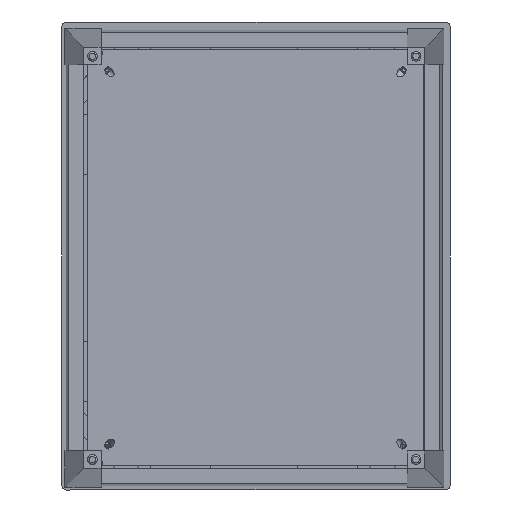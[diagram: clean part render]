
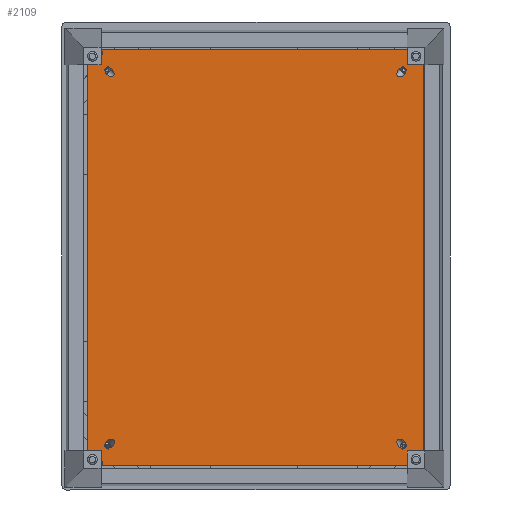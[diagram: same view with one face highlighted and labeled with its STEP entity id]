
A CAD part, front view. The second image highlights one B-rep face of the part: STEP entity #2109.
In plain terms, the highlighted planar face has unit normal (0, -1, 0).
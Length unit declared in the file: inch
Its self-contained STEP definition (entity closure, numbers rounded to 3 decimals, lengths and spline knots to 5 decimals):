
#133=ELLIPSE('',#2452,0.26517,0.1875);
#136=ELLIPSE('',#2460,0.26517,0.1875);
#139=ELLIPSE('',#2468,0.26517,0.1875);
#140=ELLIPSE('',#2475,0.26517,0.1875);
#231=FACE_BOUND('',#612,.T.);
#232=FACE_BOUND('',#613,.T.);
#233=FACE_BOUND('',#614,.T.);
#234=FACE_BOUND('',#615,.T.);
#285=CIRCLE('',#2489,0.1875);
#286=CIRCLE('',#2491,0.1875);
#287=CIRCLE('',#2496,0.1875);
#288=CIRCLE('',#2499,0.1875);
#289=CIRCLE('',#2504,0.1875);
#290=CIRCLE('',#2506,0.1875);
#291=CIRCLE('',#2511,0.1875);
#292=CIRCLE('',#2513,0.1875);
#438=FACE_OUTER_BOUND('',#611,.T.);
#611=EDGE_LOOP('',(#1766,#1767,#1768,#1769,#1770,#1771,#1772,#1773,#1774,
#1775,#1776,#1777,#1778,#1779,#1780,#1781,#1782,#1783,#1784,#1785,#1786,
#1787,#1788,#1789));
#612=EDGE_LOOP('',(#1790));
#613=EDGE_LOOP('',(#1791));
#614=EDGE_LOOP('',(#1792));
#615=EDGE_LOOP('',(#1793));
#721=LINE('',#3539,#887);
#726=LINE('',#3549,#892);
#731=LINE('',#3559,#897);
#748=LINE('',#3613,#914);
#752=LINE('',#3624,#918);
#754=LINE('',#3628,#920);
#756=LINE('',#3632,#922);
#760=LINE('',#3641,#926);
#762=LINE('',#3648,#928);
#764=LINE('',#3652,#930);
#766=LINE('',#3656,#932);
#769=LINE('',#3666,#935);
#771=LINE('',#3670,#937);
#773=LINE('',#3674,#939);
#776=LINE('',#3684,#942);
#778=LINE('',#3687,#944);
#887=VECTOR('',#2911,0.3937);
#892=VECTOR('',#2918,0.3937);
#897=VECTOR('',#2925,0.3937);
#914=VECTOR('',#2970,0.3937);
#918=VECTOR('',#2984,0.3937);
#920=VECTOR('',#2988,0.3937);
#922=VECTOR('',#2992,0.3937);
#926=VECTOR('',#3002,0.3937);
#928=VECTOR('',#3010,0.3937);
#930=VECTOR('',#3014,0.3937);
#932=VECTOR('',#3018,0.3937);
#935=VECTOR('',#3031,0.3937);
#937=VECTOR('',#3035,0.3937);
#939=VECTOR('',#3039,0.3937);
#942=VECTOR('',#3052,0.3937);
#944=VECTOR('',#3056,0.3937);
#1065=VERTEX_POINT('',#3502);
#1070=VERTEX_POINT('',#3515);
#1075=VERTEX_POINT('',#3528);
#1078=VERTEX_POINT('',#3536);
#1079=VERTEX_POINT('',#3538);
#1082=VERTEX_POINT('',#3546);
#1083=VERTEX_POINT('',#3548);
#1086=VERTEX_POINT('',#3556);
#1087=VERTEX_POINT('',#3558);
#1089=VERTEX_POINT('',#3564);
#1109=VERTEX_POINT('',#3611);
#1110=VERTEX_POINT('',#3612);
#1111=VERTEX_POINT('',#3619);
#1112=VERTEX_POINT('',#3623);
#1113=VERTEX_POINT('',#3627);
#1114=VERTEX_POINT('',#3631);
#1115=VERTEX_POINT('',#3635);
#1116=VERTEX_POINT('',#3639);
#1117=VERTEX_POINT('',#3643);
#1118=VERTEX_POINT('',#3647);
#1119=VERTEX_POINT('',#3651);
#1120=VERTEX_POINT('',#3655);
#1121=VERTEX_POINT('',#3661);
#1122=VERTEX_POINT('',#3665);
#1123=VERTEX_POINT('',#3669);
#1124=VERTEX_POINT('',#3673);
#1125=VERTEX_POINT('',#3679);
#1126=VERTEX_POINT('',#3683);
#1267=EDGE_CURVE('',#1065,#1065,#133,.T.);
#1272=EDGE_CURVE('',#1070,#1070,#136,.T.);
#1277=EDGE_CURVE('',#1075,#1075,#139,.T.);
#1281=EDGE_CURVE('',#1078,#1079,#721,.T.);
#1286=EDGE_CURVE('',#1082,#1083,#726,.T.);
#1291=EDGE_CURVE('',#1086,#1087,#731,.T.);
#1294=EDGE_CURVE('',#1089,#1089,#140,.T.);
#1318=EDGE_CURVE('',#1109,#1110,#748,.T.);
#1321=EDGE_CURVE('',#1087,#1109,#285,.T.);
#1322=EDGE_CURVE('',#1111,#1086,#286,.T.);
#1324=EDGE_CURVE('',#1112,#1111,#752,.T.);
#1326=EDGE_CURVE('',#1113,#1112,#754,.T.);
#1328=EDGE_CURVE('',#1114,#1113,#756,.T.);
#1330=EDGE_CURVE('',#1115,#1114,#287,.T.);
#1333=EDGE_CURVE('',#1116,#1115,#760,.T.);
#1334=EDGE_CURVE('',#1117,#1116,#288,.T.);
#1336=EDGE_CURVE('',#1118,#1117,#762,.T.);
#1338=EDGE_CURVE('',#1119,#1118,#764,.T.);
#1340=EDGE_CURVE('',#1120,#1119,#766,.T.);
#1342=EDGE_CURVE('',#1079,#1120,#289,.T.);
#1343=EDGE_CURVE('',#1121,#1078,#290,.T.);
#1345=EDGE_CURVE('',#1122,#1121,#769,.T.);
#1347=EDGE_CURVE('',#1123,#1122,#771,.T.);
#1349=EDGE_CURVE('',#1124,#1123,#773,.T.);
#1351=EDGE_CURVE('',#1083,#1124,#291,.T.);
#1352=EDGE_CURVE('',#1125,#1082,#292,.T.);
#1354=EDGE_CURVE('',#1126,#1125,#776,.T.);
#1356=EDGE_CURVE('',#1110,#1126,#778,.T.);
#1766=ORIENTED_EDGE('',*,*,#1356,.F.);
#1767=ORIENTED_EDGE('',*,*,#1318,.F.);
#1768=ORIENTED_EDGE('',*,*,#1321,.F.);
#1769=ORIENTED_EDGE('',*,*,#1291,.F.);
#1770=ORIENTED_EDGE('',*,*,#1322,.F.);
#1771=ORIENTED_EDGE('',*,*,#1324,.F.);
#1772=ORIENTED_EDGE('',*,*,#1326,.F.);
#1773=ORIENTED_EDGE('',*,*,#1328,.F.);
#1774=ORIENTED_EDGE('',*,*,#1330,.F.);
#1775=ORIENTED_EDGE('',*,*,#1333,.F.);
#1776=ORIENTED_EDGE('',*,*,#1334,.F.);
#1777=ORIENTED_EDGE('',*,*,#1336,.F.);
#1778=ORIENTED_EDGE('',*,*,#1338,.F.);
#1779=ORIENTED_EDGE('',*,*,#1340,.F.);
#1780=ORIENTED_EDGE('',*,*,#1342,.F.);
#1781=ORIENTED_EDGE('',*,*,#1281,.F.);
#1782=ORIENTED_EDGE('',*,*,#1343,.F.);
#1783=ORIENTED_EDGE('',*,*,#1345,.F.);
#1784=ORIENTED_EDGE('',*,*,#1347,.F.);
#1785=ORIENTED_EDGE('',*,*,#1349,.F.);
#1786=ORIENTED_EDGE('',*,*,#1351,.F.);
#1787=ORIENTED_EDGE('',*,*,#1286,.F.);
#1788=ORIENTED_EDGE('',*,*,#1352,.F.);
#1789=ORIENTED_EDGE('',*,*,#1354,.F.);
#1790=ORIENTED_EDGE('',*,*,#1267,.T.);
#1791=ORIENTED_EDGE('',*,*,#1272,.T.);
#1792=ORIENTED_EDGE('',*,*,#1277,.T.);
#1793=ORIENTED_EDGE('',*,*,#1294,.T.);
#2001=PLANE('',#2516);
#2109=ADVANCED_FACE('',(#438,#231,#232,#233,#234),#2001,.F.);
#2452=AXIS2_PLACEMENT_3D('',#3503,#2869,#2870);
#2460=AXIS2_PLACEMENT_3D('',#3516,#2885,#2886);
#2468=AXIS2_PLACEMENT_3D('',#3529,#2901,#2902);
#2475=AXIS2_PLACEMENT_3D('',#3565,#2930,#2931);
#2489=AXIS2_PLACEMENT_3D('',#3617,#2975,#2976);
#2491=AXIS2_PLACEMENT_3D('',#3620,#2979,#2980);
#2496=AXIS2_PLACEMENT_3D('',#3636,#2996,#2997);
#2499=AXIS2_PLACEMENT_3D('',#3644,#3005,#3006);
#2504=AXIS2_PLACEMENT_3D('',#3659,#3022,#3023);
#2506=AXIS2_PLACEMENT_3D('',#3662,#3026,#3027);
#2511=AXIS2_PLACEMENT_3D('',#3677,#3043,#3044);
#2513=AXIS2_PLACEMENT_3D('',#3680,#3047,#3048);
#2516=AXIS2_PLACEMENT_3D('',#3688,#3057,#3058);
#2869=DIRECTION('center_axis',(0.,1.,0.));
#2870=DIRECTION('ref_axis',(0.707,0.,-0.707));
#2885=DIRECTION('center_axis',(0.,1.,0.));
#2886=DIRECTION('ref_axis',(0.707,0.,0.707));
#2901=DIRECTION('center_axis',(0.,1.,0.));
#2902=DIRECTION('ref_axis',(-0.707,0.,0.707));
#2911=DIRECTION('',(0.707,0.,0.707));
#2918=DIRECTION('',(-0.707,0.,0.707));
#2925=DIRECTION('',(-0.707,0.,-0.707));
#2930=DIRECTION('center_axis',(0.,1.,0.));
#2931=DIRECTION('ref_axis',(-0.707,0.,-0.707));
#2970=DIRECTION('',(0.,0.,-1.));
#2975=DIRECTION('center_axis',(0.,-1.,0.));
#2976=DIRECTION('ref_axis',(1.,0.,0.));
#2979=DIRECTION('center_axis',(0.,-1.,0.));
#2980=DIRECTION('ref_axis',(0.707,0.,-0.707));
#2984=DIRECTION('',(-1.,0.,0.));
#2988=DIRECTION('',(0.,0.,-1.));
#2992=DIRECTION('',(1.,0.,0.));
#2996=DIRECTION('center_axis',(0.,-1.,0.));
#2997=DIRECTION('ref_axis',(0.,0.,1.));
#3002=DIRECTION('',(0.707,0.,-0.707));
#3005=DIRECTION('center_axis',(0.,-1.,0.));
#3006=DIRECTION('ref_axis',(0.707,0.,0.707));
#3010=DIRECTION('',(0.,0.,-1.));
#3014=DIRECTION('',(1.,0.,0.));
#3018=DIRECTION('',(0.,0.,1.));
#3022=DIRECTION('center_axis',(0.,-1.,0.));
#3023=DIRECTION('ref_axis',(-1.,0.,0.));
#3026=DIRECTION('center_axis',(0.,-1.,0.));
#3027=DIRECTION('ref_axis',(-0.707,0.,0.707));
#3031=DIRECTION('',(1.,0.,0.));
#3035=DIRECTION('',(0.,0.,1.));
#3039=DIRECTION('',(-1.,0.,0.));
#3043=DIRECTION('center_axis',(0.,-1.,0.));
#3044=DIRECTION('ref_axis',(0.,0.,-1.));
#3047=DIRECTION('center_axis',(0.,-1.,0.));
#3048=DIRECTION('ref_axis',(-0.707,0.,-0.707));
#3052=DIRECTION('',(0.,0.,1.));
#3056=DIRECTION('',(-1.,0.,0.));
#3057=DIRECTION('center_axis',(0.,1.,0.));
#3058=DIRECTION('ref_axis',(0.,0.,1.));
#3502=CARTESIAN_POINT('',(-11.51218,0.,7.51218));
#3503=CARTESIAN_POINT('Origin',(-11.32468,0.,7.32468));
#3515=CARTESIAN_POINT('',(-11.51218,0.,-7.51218));
#3516=CARTESIAN_POINT('Origin',(-11.32468,0.,-7.32468));
#3528=CARTESIAN_POINT('',(7.51218,0.,-7.51218));
#3529=CARTESIAN_POINT('Origin',(7.32468,0.,-7.32468));
#3536=CARTESIAN_POINT('',(-12.13848,0.,7.74832));
#3538=CARTESIAN_POINT('',(-11.74832,0.,8.13848));
#3539=CARTESIAN_POINT('',(-12.13848,0.,7.74832));
#3546=CARTESIAN_POINT('',(-11.74832,0.,-8.13848));
#3548=CARTESIAN_POINT('',(-12.13848,0.,-7.74832));
#3549=CARTESIAN_POINT('',(-11.74832,0.,-8.13848));
#3556=CARTESIAN_POINT('',(8.13848,0.,-7.74832));
#3558=CARTESIAN_POINT('',(7.74832,0.,-8.13848));
#3559=CARTESIAN_POINT('',(8.13848,0.,-7.74832));
#3564=CARTESIAN_POINT('',(7.51218,0.,7.51218));
#3565=CARTESIAN_POINT('Origin',(7.32468,0.,7.32468));
#3611=CARTESIAN_POINT('',(7.6934,0.,-8.27107));
#3612=CARTESIAN_POINT('',(7.6934,0.,-8.4434));
#3613=CARTESIAN_POINT('',(7.6934,0.,-8.27107));
#3617=CARTESIAN_POINT('Origin',(7.8809,0.,-8.27107));
#3619=CARTESIAN_POINT('',(8.27107,0.,-7.6934));
#3620=CARTESIAN_POINT('Origin',(8.27107,0.,-7.8809));
#3623=CARTESIAN_POINT('',(8.4434,0.,-7.6934));
#3624=CARTESIAN_POINT('',(4.4434,0.,-7.6934));
#3627=CARTESIAN_POINT('',(8.4434,0.,7.6934));
#3628=CARTESIAN_POINT('',(8.4434,0.,7.6934));
#3631=CARTESIAN_POINT('',(8.27107,0.,7.6934));
#3632=CARTESIAN_POINT('',(4.27107,0.,7.6934));
#3635=CARTESIAN_POINT('',(8.13848,0.,7.74832));
#3636=CARTESIAN_POINT('Origin',(8.27107,0.,7.8809));
#3639=CARTESIAN_POINT('',(7.74832,0.,8.13848));
#3641=CARTESIAN_POINT('',(7.74832,0.,8.13848));
#3643=CARTESIAN_POINT('',(7.6934,0.,8.27107));
#3644=CARTESIAN_POINT('Origin',(7.8809,0.,8.27107));
#3647=CARTESIAN_POINT('',(7.6934,0.,8.4434));
#3648=CARTESIAN_POINT('',(7.6934,0.,8.4434));
#3651=CARTESIAN_POINT('',(-11.6934,0.,8.4434));
#3652=CARTESIAN_POINT('',(-11.6934,0.,8.4434));
#3655=CARTESIAN_POINT('',(-11.6934,0.,8.27107));
#3656=CARTESIAN_POINT('',(-11.6934,0.,8.27107));
#3659=CARTESIAN_POINT('Origin',(-11.8809,0.,8.27107));
#3661=CARTESIAN_POINT('',(-12.27107,0.,7.6934));
#3662=CARTESIAN_POINT('Origin',(-12.27107,0.,7.8809));
#3665=CARTESIAN_POINT('',(-12.4434,0.,7.6934));
#3666=CARTESIAN_POINT('',(-12.4434,0.,7.6934));
#3669=CARTESIAN_POINT('',(-12.4434,0.,-7.6934));
#3670=CARTESIAN_POINT('',(-12.4434,0.,-7.6934));
#3673=CARTESIAN_POINT('',(-12.27107,0.,-7.6934));
#3674=CARTESIAN_POINT('',(-12.27107,0.,-7.6934));
#3677=CARTESIAN_POINT('Origin',(-12.27107,0.,-7.8809));
#3679=CARTESIAN_POINT('',(-11.6934,0.,-8.27107));
#3680=CARTESIAN_POINT('Origin',(-11.8809,0.,-8.27107));
#3683=CARTESIAN_POINT('',(-11.6934,0.,-8.4434));
#3684=CARTESIAN_POINT('',(-11.6934,0.,-8.4434));
#3687=CARTESIAN_POINT('',(3.6934,0.,-8.4434));
#3688=CARTESIAN_POINT('Origin',(-4.,0.,0.));
